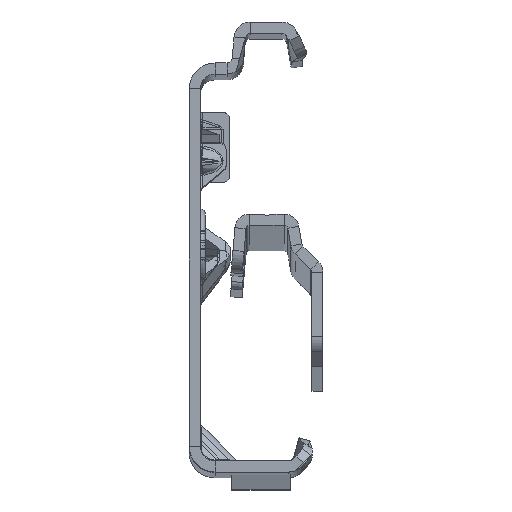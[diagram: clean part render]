
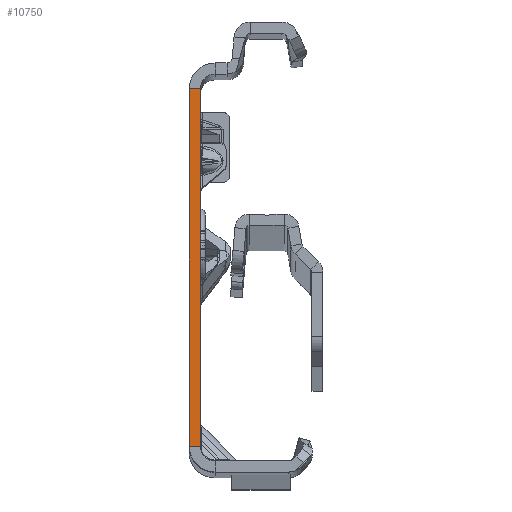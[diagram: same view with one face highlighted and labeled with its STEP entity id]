
A CAD part, top view. The second image highlights one B-rep face of the part: STEP entity #10750.
In plain terms, the highlighted planar face has unit normal (0, 0, 1).
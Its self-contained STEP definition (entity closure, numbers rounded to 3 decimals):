
#497 = ORIENTED_EDGE ( 'NONE', *, *, #21580, .T. ) ;
#1505 = VERTEX_POINT ( 'NONE', #41972 ) ;
#1555 = LINE ( 'NONE', #39388, #33716 ) ;
#2631 = LINE ( 'NONE', #26710, #43933 ) ;
#2919 = ORIENTED_EDGE ( 'NONE', *, *, #4981, .T. ) ;
#4557 = CARTESIAN_POINT ( 'NONE',  ( 0., -25.865, 0. ) ) ;
#4981 = EDGE_CURVE ( 'NONE', #5153, #27825, #2631, .T. ) ;
#5153 = VERTEX_POINT ( 'NONE', #21623 ) ;
#5793 = PLANE ( 'NONE',  #32171 ) ;
#6213 = VECTOR ( 'NONE', #41933, 1000. ) ;
#7506 = EDGE_LOOP ( 'NONE', ( #27032, #2919, #497, #9046 ) ) ;
#9046 = ORIENTED_EDGE ( 'NONE', *, *, #48620, .F. ) ;
#10750 = ADVANCED_FACE ( 'NONE', ( #43702 ), #5793, .T. ) ;
#13677 = CARTESIAN_POINT ( 'NONE',  ( 0., -27.865, 0. ) ) ;
#21580 = EDGE_CURVE ( 'NONE', #27825, #1505, #1555, .T. ) ;
#21623 = CARTESIAN_POINT ( 'NONE',  ( 0., 22.135, 0. ) ) ;
#21852 = CARTESIAN_POINT ( 'NONE',  ( -1.5, -27.865, 0. ) ) ;
#22664 = DIRECTION ( 'NONE',  ( 1., 0., 0. ) ) ;
#25103 = VECTOR ( 'NONE', #30508, 1000. ) ;
#25466 = EDGE_CURVE ( 'NONE', #5153, #36589, #26651, .T. ) ;
#26540 = CARTESIAN_POINT ( 'NONE',  ( 0., -25.865, 0. ) ) ;
#26651 = LINE ( 'NONE', #13677, #25103 ) ;
#26710 = CARTESIAN_POINT ( 'NONE',  ( 0., 22.135, 0. ) ) ;
#27032 = ORIENTED_EDGE ( 'NONE', *, *, #25466, .F. ) ;
#27825 = VERTEX_POINT ( 'NONE', #36845 ) ;
#30508 = DIRECTION ( 'NONE',  ( 0., -1., 0. ) ) ;
#30673 = DIRECTION ( 'NONE',  ( 0., 0., 1. ) ) ;
#31624 = DIRECTION ( 'NONE',  ( 0., -1., 0. ) ) ;
#32171 = AXIS2_PLACEMENT_3D ( 'NONE', #21852, #30673, #22664 ) ;
#33716 = VECTOR ( 'NONE', #31624, 1000. ) ;
#36589 = VERTEX_POINT ( 'NONE', #26540 ) ;
#36845 = CARTESIAN_POINT ( 'NONE',  ( -1.5, 22.135, 0. ) ) ;
#39388 = CARTESIAN_POINT ( 'NONE',  ( -1.5, -27.865, 0. ) ) ;
#41933 = DIRECTION ( 'NONE',  ( -1., 0., 0. ) ) ;
#41972 = CARTESIAN_POINT ( 'NONE',  ( -1.5, -25.865, 0. ) ) ;
#43702 = FACE_OUTER_BOUND ( 'NONE', #7506, .T. ) ;
#43933 = VECTOR ( 'NONE', #47474, 1000. ) ;
#47474 = DIRECTION ( 'NONE',  ( -1., 0., 0. ) ) ;
#48620 = EDGE_CURVE ( 'NONE', #36589, #1505, #51054, .T. ) ;
#51054 = LINE ( 'NONE', #4557, #6213 ) ;
